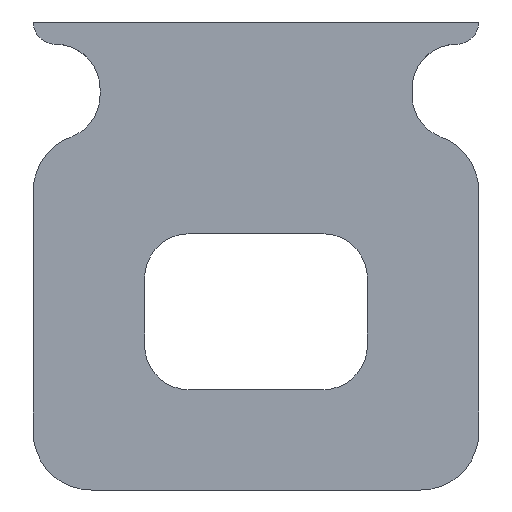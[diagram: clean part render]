
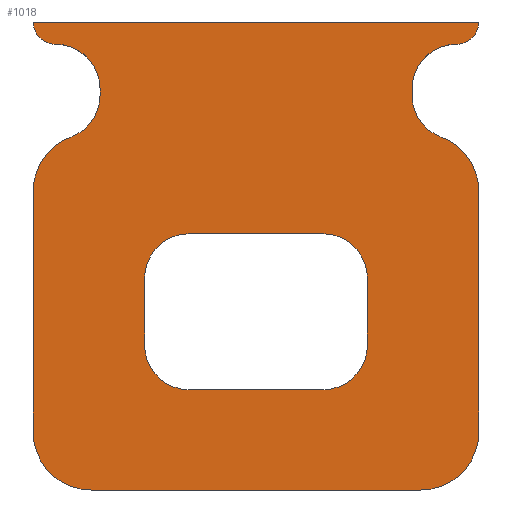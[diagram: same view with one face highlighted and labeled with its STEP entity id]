
A CAD part, front view. The second image highlights one B-rep face of the part: STEP entity #1018.
In plain terms, the highlighted planar face has unit normal (0, -1, 0).
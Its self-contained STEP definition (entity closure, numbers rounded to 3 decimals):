
#23=FACE_BOUND('',#115,.T.);
#27=PLANE('',#1094);
#54=FACE_OUTER_BOUND('',#114,.T.);
#114=EDGE_LOOP('',(#679,#680,#681,#682,#683,#684,#685,#686,#687,#688,#689,
#690,#691,#692,#693,#694));
#115=EDGE_LOOP('',(#695,#696,#697,#698,#699,#700,#701,#702));
#179=LINE('',#1555,#269);
#180=LINE('',#1561,#270);
#181=LINE('',#1567,#271);
#182=LINE('',#1571,#272);
#183=LINE('',#1575,#273);
#184=LINE('',#1581,#274);
#185=LINE('',#1587,#275);
#186=LINE('',#1591,#276);
#187=LINE('',#1595,#277);
#188=LINE('',#1598,#278);
#269=VECTOR('',#1223,10.);
#270=VECTOR('',#1228,10.);
#271=VECTOR('',#1233,10.);
#272=VECTOR('',#1236,10.);
#273=VECTOR('',#1239,10.);
#274=VECTOR('',#1244,10.);
#275=VECTOR('',#1249,10.);
#276=VECTOR('',#1252,10.);
#277=VECTOR('',#1255,10.);
#278=VECTOR('',#1258,10.);
#358=CIRCLE('',#1093,5.);
#359=CIRCLE('',#1095,5.);
#360=CIRCLE('',#1096,10.);
#361=CIRCLE('',#1097,10.);
#362=CIRCLE('',#1098,13.);
#363=CIRCLE('',#1099,13.);
#364=CIRCLE('',#1100,13.);
#365=CIRCLE('',#1101,13.);
#366=CIRCLE('',#1102,10.);
#367=CIRCLE('',#1103,10.);
#368=CIRCLE('',#1104,10.);
#369=CIRCLE('',#1105,10.);
#370=CIRCLE('',#1106,10.);
#371=CIRCLE('',#1107,10.);
#421=VERTEX_POINT('',#1548);
#422=VERTEX_POINT('',#1550);
#423=VERTEX_POINT('',#1554);
#424=VERTEX_POINT('',#1556);
#425=VERTEX_POINT('',#1558);
#426=VERTEX_POINT('',#1560);
#427=VERTEX_POINT('',#1562);
#428=VERTEX_POINT('',#1564);
#429=VERTEX_POINT('',#1566);
#430=VERTEX_POINT('',#1568);
#431=VERTEX_POINT('',#1570);
#432=VERTEX_POINT('',#1572);
#433=VERTEX_POINT('',#1574);
#434=VERTEX_POINT('',#1576);
#435=VERTEX_POINT('',#1578);
#436=VERTEX_POINT('',#1580);
#437=VERTEX_POINT('',#1583);
#438=VERTEX_POINT('',#1584);
#439=VERTEX_POINT('',#1586);
#440=VERTEX_POINT('',#1588);
#441=VERTEX_POINT('',#1590);
#442=VERTEX_POINT('',#1592);
#443=VERTEX_POINT('',#1594);
#444=VERTEX_POINT('',#1596);
#521=EDGE_CURVE('',#421,#422,#358,.T.);
#523=EDGE_CURVE('',#421,#423,#179,.T.);
#524=EDGE_CURVE('',#424,#423,#359,.T.);
#525=EDGE_CURVE('',#425,#424,#360,.T.);
#526=EDGE_CURVE('',#425,#426,#180,.T.);
#527=EDGE_CURVE('',#426,#427,#361,.F.);
#528=EDGE_CURVE('',#428,#427,#362,.T.);
#529=EDGE_CURVE('',#428,#429,#181,.T.);
#530=EDGE_CURVE('',#430,#429,#363,.T.);
#531=EDGE_CURVE('',#430,#431,#182,.T.);
#532=EDGE_CURVE('',#432,#431,#364,.T.);
#533=EDGE_CURVE('',#432,#433,#183,.T.);
#534=EDGE_CURVE('',#434,#433,#365,.T.);
#535=EDGE_CURVE('',#434,#435,#366,.F.);
#536=EDGE_CURVE('',#435,#436,#184,.T.);
#537=EDGE_CURVE('',#422,#436,#367,.T.);
#538=EDGE_CURVE('',#437,#438,#368,.T.);
#539=EDGE_CURVE('',#439,#437,#185,.T.);
#540=EDGE_CURVE('',#440,#439,#369,.T.);
#541=EDGE_CURVE('',#441,#440,#186,.T.);
#542=EDGE_CURVE('',#442,#441,#370,.T.);
#543=EDGE_CURVE('',#443,#442,#187,.T.);
#544=EDGE_CURVE('',#444,#443,#371,.T.);
#545=EDGE_CURVE('',#438,#444,#188,.T.);
#679=ORIENTED_EDGE('',*,*,#521,.F.);
#680=ORIENTED_EDGE('',*,*,#523,.T.);
#681=ORIENTED_EDGE('',*,*,#524,.F.);
#682=ORIENTED_EDGE('',*,*,#525,.F.);
#683=ORIENTED_EDGE('',*,*,#526,.T.);
#684=ORIENTED_EDGE('',*,*,#527,.T.);
#685=ORIENTED_EDGE('',*,*,#528,.F.);
#686=ORIENTED_EDGE('',*,*,#529,.T.);
#687=ORIENTED_EDGE('',*,*,#530,.F.);
#688=ORIENTED_EDGE('',*,*,#531,.T.);
#689=ORIENTED_EDGE('',*,*,#532,.F.);
#690=ORIENTED_EDGE('',*,*,#533,.T.);
#691=ORIENTED_EDGE('',*,*,#534,.F.);
#692=ORIENTED_EDGE('',*,*,#535,.T.);
#693=ORIENTED_EDGE('',*,*,#536,.T.);
#694=ORIENTED_EDGE('',*,*,#537,.F.);
#695=ORIENTED_EDGE('',*,*,#538,.F.);
#696=ORIENTED_EDGE('',*,*,#539,.F.);
#697=ORIENTED_EDGE('',*,*,#540,.F.);
#698=ORIENTED_EDGE('',*,*,#541,.F.);
#699=ORIENTED_EDGE('',*,*,#542,.F.);
#700=ORIENTED_EDGE('',*,*,#543,.F.);
#701=ORIENTED_EDGE('',*,*,#544,.F.);
#702=ORIENTED_EDGE('',*,*,#545,.F.);
#1018=ADVANCED_FACE('',(#54,#23),#27,.F.);
#1093=AXIS2_PLACEMENT_3D('',#1551,#1218,#1219);
#1094=AXIS2_PLACEMENT_3D('',#1553,#1221,#1222);
#1095=AXIS2_PLACEMENT_3D('',#1557,#1224,#1225);
#1096=AXIS2_PLACEMENT_3D('',#1559,#1226,#1227);
#1097=AXIS2_PLACEMENT_3D('',#1563,#1229,#1230);
#1098=AXIS2_PLACEMENT_3D('',#1565,#1231,#1232);
#1099=AXIS2_PLACEMENT_3D('',#1569,#1234,#1235);
#1100=AXIS2_PLACEMENT_3D('',#1573,#1237,#1238);
#1101=AXIS2_PLACEMENT_3D('',#1577,#1240,#1241);
#1102=AXIS2_PLACEMENT_3D('',#1579,#1242,#1243);
#1103=AXIS2_PLACEMENT_3D('',#1582,#1245,#1246);
#1104=AXIS2_PLACEMENT_3D('',#1585,#1247,#1248);
#1105=AXIS2_PLACEMENT_3D('',#1589,#1250,#1251);
#1106=AXIS2_PLACEMENT_3D('',#1593,#1253,#1254);
#1107=AXIS2_PLACEMENT_3D('',#1597,#1256,#1257);
#1218=DIRECTION('center_axis',(0.,1.,0.));
#1219=DIRECTION('ref_axis',(0.707,0.,-0.707));
#1221=DIRECTION('center_axis',(0.,1.,0.));
#1222=DIRECTION('ref_axis',(1.,0.,0.));
#1223=DIRECTION('',(-1.,0.,0.));
#1224=DIRECTION('center_axis',(0.,1.,0.));
#1225=DIRECTION('ref_axis',(-0.707,0.,-0.707));
#1226=DIRECTION('center_axis',(0.,-1.,0.));
#1227=DIRECTION('ref_axis',(0.707,0.,0.707));
#1228=DIRECTION('',(0.,0.,-1.));
#1229=DIRECTION('center_axis',(0.,-1.,0.));
#1230=DIRECTION('ref_axis',(-1.,0.,0.));
#1231=DIRECTION('center_axis',(0.,1.,0.));
#1232=DIRECTION('ref_axis',(-1.,0.,0.));
#1233=DIRECTION('',(0.,0.,-1.));
#1234=DIRECTION('center_axis',(0.,1.,0.));
#1235=DIRECTION('ref_axis',(0.,0.,-1.));
#1236=DIRECTION('',(1.,0.,0.));
#1237=DIRECTION('center_axis',(0.,1.,0.));
#1238=DIRECTION('ref_axis',(1.,0.,0.));
#1239=DIRECTION('',(0.,0.,1.));
#1240=DIRECTION('center_axis',(0.,1.,0.));
#1241=DIRECTION('ref_axis',(0.,0.,1.));
#1242=DIRECTION('center_axis',(0.,-1.,0.));
#1243=DIRECTION('ref_axis',(1.,0.,0.));
#1244=DIRECTION('',(0.,0.,1.));
#1245=DIRECTION('center_axis',(0.,-1.,0.));
#1246=DIRECTION('ref_axis',(-0.707,0.,0.707));
#1247=DIRECTION('center_axis',(0.,-1.,0.));
#1248=DIRECTION('ref_axis',(0.,0.,1.));
#1249=DIRECTION('',(0.,0.,1.));
#1250=DIRECTION('center_axis',(0.,-1.,0.));
#1251=DIRECTION('ref_axis',(1.,0.,0.));
#1252=DIRECTION('',(1.,0.,0.));
#1253=DIRECTION('center_axis',(0.,-1.,0.));
#1254=DIRECTION('ref_axis',(0.,0.,-1.));
#1255=DIRECTION('',(0.,0.,-1.));
#1256=DIRECTION('center_axis',(0.,-1.,0.));
#1257=DIRECTION('ref_axis',(-1.,0.,0.));
#1258=DIRECTION('',(-1.,0.,0.));
#1548=CARTESIAN_POINT('',(95.,0.,30.));
#1550=CARTESIAN_POINT('',(90.,0.,25.));
#1551=CARTESIAN_POINT('Origin',(90.,0.,30.));
#1553=CARTESIAN_POINT('Origin',(45.,0.,-22.5));
#1554=CARTESIAN_POINT('',(-5.,0.,30.));
#1555=CARTESIAN_POINT('',(95.,0.,30.));
#1556=CARTESIAN_POINT('',(0.,0.,25.));
#1557=CARTESIAN_POINT('Origin',(0.,0.,30.));
#1558=CARTESIAN_POINT('',(10.,0.,15.));
#1559=CARTESIAN_POINT('Origin',(0.,0.,15.));
#1560=CARTESIAN_POINT('',(10.,0.,13.564));
#1561=CARTESIAN_POINT('',(10.,0.,25.));
#1562=CARTESIAN_POINT('',(3.478,0.,4.188));
#1563=CARTESIAN_POINT('Origin',(0.,0.,13.564));
#1564=CARTESIAN_POINT('',(-5.,0.,-8.));
#1565=CARTESIAN_POINT('Origin',(8.,0.,-8.));
#1566=CARTESIAN_POINT('',(-5.,0.,-62.));
#1567=CARTESIAN_POINT('',(-5.,0.,-8.));
#1568=CARTESIAN_POINT('',(8.,0.,-75.));
#1569=CARTESIAN_POINT('Origin',(8.,0.,-62.));
#1570=CARTESIAN_POINT('',(82.,0.,-75.));
#1571=CARTESIAN_POINT('',(8.,0.,-75.));
#1572=CARTESIAN_POINT('',(95.,0.,-62.));
#1573=CARTESIAN_POINT('Origin',(82.,0.,-62.));
#1574=CARTESIAN_POINT('',(95.,0.,-8.));
#1575=CARTESIAN_POINT('',(95.,0.,-62.));
#1576=CARTESIAN_POINT('',(86.522,0.,4.188));
#1577=CARTESIAN_POINT('Origin',(82.,0.,-8.));
#1578=CARTESIAN_POINT('',(80.,0.,13.564));
#1579=CARTESIAN_POINT('Origin',(90.,0.,13.564));
#1580=CARTESIAN_POINT('',(80.,0.,15.));
#1581=CARTESIAN_POINT('',(80.,0.,0.));
#1582=CARTESIAN_POINT('Origin',(90.,0.,15.));
#1583=CARTESIAN_POINT('',(70.,0.,-27.5));
#1584=CARTESIAN_POINT('',(60.,0.,-17.5));
#1585=CARTESIAN_POINT('Origin',(60.,0.,-27.5));
#1586=CARTESIAN_POINT('',(70.,0.,-42.5));
#1587=CARTESIAN_POINT('',(70.,0.,-27.5));
#1588=CARTESIAN_POINT('',(60.,0.,-52.5));
#1589=CARTESIAN_POINT('Origin',(60.,0.,-42.5));
#1590=CARTESIAN_POINT('',(30.,0.,-52.5));
#1591=CARTESIAN_POINT('',(60.,0.,-52.5));
#1592=CARTESIAN_POINT('',(20.,0.,-42.5));
#1593=CARTESIAN_POINT('Origin',(30.,0.,-42.5));
#1594=CARTESIAN_POINT('',(20.,0.,-27.5));
#1595=CARTESIAN_POINT('',(20.,0.,-42.5));
#1596=CARTESIAN_POINT('',(30.,0.,-17.5));
#1597=CARTESIAN_POINT('Origin',(30.,0.,-27.5));
#1598=CARTESIAN_POINT('',(30.,0.,-17.5));
